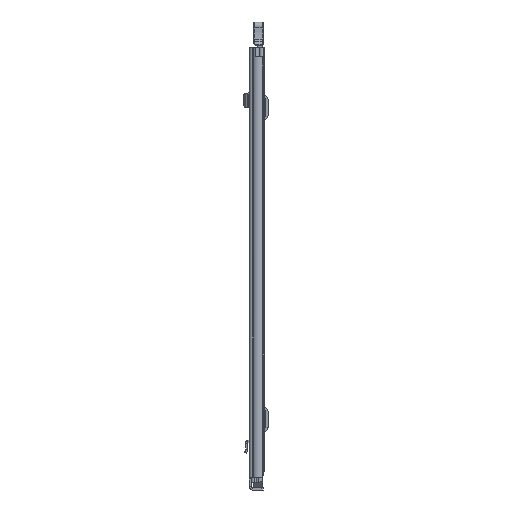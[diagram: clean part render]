
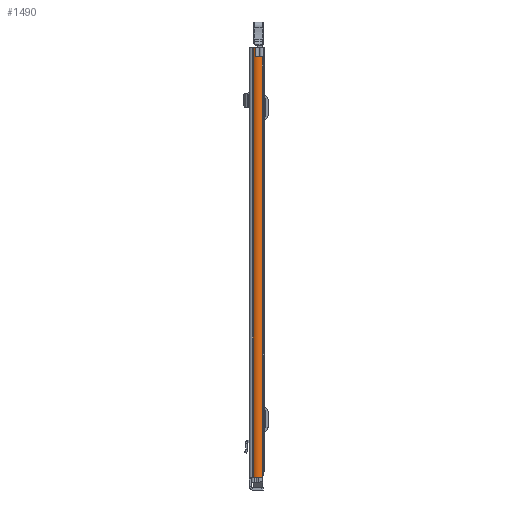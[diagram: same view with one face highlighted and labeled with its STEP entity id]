
A CAD part, front view. The second image highlights one B-rep face of the part: STEP entity #1490.
In plain terms, the highlighted cylindrical face has radius 7.6 mm (diameter 15.2 mm), a partial arc.
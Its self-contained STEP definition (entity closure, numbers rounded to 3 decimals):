
#1490 = ADVANCED_FACE ( 'NONE', ( #7555 ), #32461, .T. ) ;
#1501 = DIRECTION ( 'NONE',  ( 1., 0., 0. ) ) ;
#2509 = DIRECTION ( 'NONE',  ( 0., 0., -1. ) ) ;
#3804 = EDGE_CURVE ( 'NONE', #16823, #11870, #35478, .T. ) ;
#4226 = LINE ( 'NONE', #19832, #20657 ) ;
#4286 = CARTESIAN_POINT ( 'NONE',  ( 16.488, -35.307, -542.8 ) ) ;
#4967 = ORIENTED_EDGE ( 'NONE', *, *, #18273, .T. ) ;
#5055 = CARTESIAN_POINT ( 'NONE',  ( 10.602, -30.5, -542.8 ) ) ;
#6710 = CARTESIAN_POINT ( 'NONE',  ( 5.244, -35.891, 0. ) ) ;
#7543 = CARTESIAN_POINT ( 'NONE',  ( 5.244, -35.891, -542.8 ) ) ;
#7555 = FACE_OUTER_BOUND ( 'NONE', #32583, .T. ) ;
#7715 = EDGE_CURVE ( 'NONE', #28863, #27805, #8337, .T. ) ;
#7906 = DIRECTION ( 'NONE',  ( 0., 0., 1. ) ) ;
#8337 = CIRCLE ( 'NONE', #29264, 7.6 ) ;
#8543 = ORIENTED_EDGE ( 'NONE', *, *, #3804, .F. ) ;
#9456 = EDGE_CURVE ( 'NONE', #27126, #34311, #28285, .T. ) ;
#11870 = VERTEX_POINT ( 'NONE', #18350 ) ;
#12067 = CARTESIAN_POINT ( 'NONE',  ( 10.602, -30.5, -12.2 ) ) ;
#12801 = ORIENTED_EDGE ( 'NONE', *, *, #9456, .T. ) ;
#13092 = ORIENTED_EDGE ( 'NONE', *, *, #33996, .T. ) ;
#13430 = VECTOR ( 'NONE', #21346, 1000. ) ;
#15214 = CARTESIAN_POINT ( 'NONE',  ( 8.413, -37.778, -12.2 ) ) ;
#15453 = DIRECTION ( 'NONE',  ( 1., 0., 0. ) ) ;
#15564 = LINE ( 'NONE', #23798, #13430 ) ;
#15694 = ORIENTED_EDGE ( 'NONE', *, *, #34074, .F. ) ;
#15843 = AXIS2_PLACEMENT_3D ( 'NONE', #25124, #7906, #15453 ) ;
#16347 = AXIS2_PLACEMENT_3D ( 'NONE', #5055, #19086, #1501 ) ;
#16651 = LINE ( 'NONE', #22443, #36754 ) ;
#16823 = VERTEX_POINT ( 'NONE', #15214 ) ;
#17311 = DIRECTION ( 'NONE',  ( 1., 0., 0. ) ) ;
#18273 = EDGE_CURVE ( 'NONE', #34311, #11870, #4226, .T. ) ;
#18350 = CARTESIAN_POINT ( 'NONE',  ( 16.488, -35.307, -12.2 ) ) ;
#19086 = DIRECTION ( 'NONE',  ( 0., 0., 1. ) ) ;
#19344 = AXIS2_PLACEMENT_3D ( 'NONE', #12067, #25737, #17311 ) ;
#19832 = CARTESIAN_POINT ( 'NONE',  ( 16.488, -35.307, -558.8 ) ) ;
#20657 = VECTOR ( 'NONE', #30223, 1000. ) ;
#21346 = DIRECTION ( 'NONE',  ( 0., 0., 1. ) ) ;
#22443 = CARTESIAN_POINT ( 'NONE',  ( 5.244, -35.891, -558.8 ) ) ;
#23798 = CARTESIAN_POINT ( 'NONE',  ( 8.413, -37.778, -558.8 ) ) ;
#25124 = CARTESIAN_POINT ( 'NONE',  ( 10.602, -30.5, -558.8 ) ) ;
#25737 = DIRECTION ( 'NONE',  ( 0., 0., 1. ) ) ;
#27126 = VERTEX_POINT ( 'NONE', #7543 ) ;
#27805 = VERTEX_POINT ( 'NONE', #6710 ) ;
#27984 = DIRECTION ( 'NONE',  ( 1., 0., 0. ) ) ;
#28285 = CIRCLE ( 'NONE', #16347, 7.6 ) ;
#28863 = VERTEX_POINT ( 'NONE', #29197 ) ;
#29197 = CARTESIAN_POINT ( 'NONE',  ( 8.413, -37.778, 0. ) ) ;
#29264 = AXIS2_PLACEMENT_3D ( 'NONE', #36743, #2509, #27984 ) ;
#30223 = DIRECTION ( 'NONE',  ( 0., 0., 1. ) ) ;
#32461 = CYLINDRICAL_SURFACE ( 'NONE', #15843, 7.6 ) ;
#32583 = EDGE_LOOP ( 'NONE', ( #12801, #4967, #8543, #13092, #34655, #15694 ) ) ;
#33996 = EDGE_CURVE ( 'NONE', #16823, #28863, #15564, .T. ) ;
#34074 = EDGE_CURVE ( 'NONE', #27126, #27805, #16651, .T. ) ;
#34311 = VERTEX_POINT ( 'NONE', #4286 ) ;
#34655 = ORIENTED_EDGE ( 'NONE', *, *, #7715, .T. ) ;
#35478 = CIRCLE ( 'NONE', #19344, 7.6 ) ;
#36479 = DIRECTION ( 'NONE',  ( 0., 0., 1. ) ) ;
#36743 = CARTESIAN_POINT ( 'NONE',  ( 10.602, -30.5, 0. ) ) ;
#36754 = VECTOR ( 'NONE', #36479, 1000. ) ;
